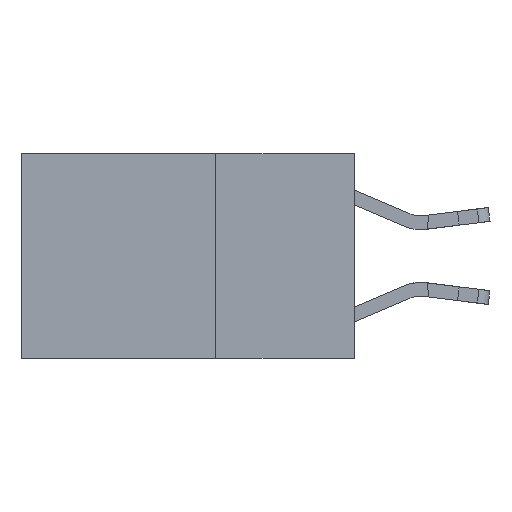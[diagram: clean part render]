
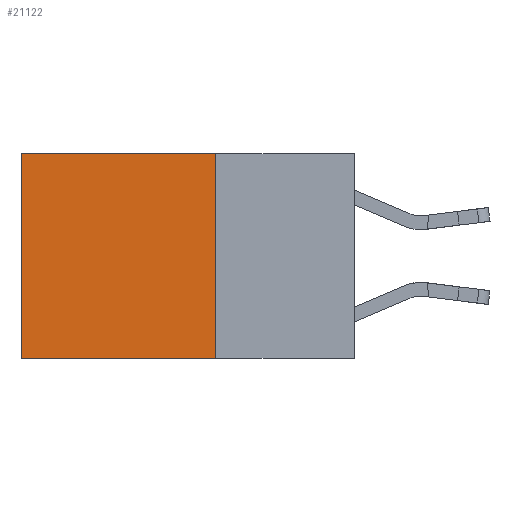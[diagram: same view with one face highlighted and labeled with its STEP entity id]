
A CAD part, left-side view. The second image highlights one B-rep face of the part: STEP entity #21122.
In plain terms, the highlighted planar face has unit normal (-1, 0, 0).
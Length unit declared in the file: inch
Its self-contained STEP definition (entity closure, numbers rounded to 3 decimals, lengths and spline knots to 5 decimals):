
#547 = DIRECTION ( 'NONE',  ( 0., 0., -1. ) ) ;
#1046 = DIRECTION ( 'NONE',  ( 0., 0., -1. ) ) ;
#2002 = ORIENTED_EDGE ( 'NONE', *, *, #7986, .T. ) ;
#3938 = ORIENTED_EDGE ( 'NONE', *, *, #13574, .T. ) ;
#4105 = VERTEX_POINT ( 'NONE', #11864 ) ;
#4735 = EDGE_CURVE ( 'NONE', #22508, #4105, #10399, .T. ) ;
#5547 = DIRECTION ( 'NONE',  ( 1., 0., 0. ) ) ;
#7288 = FACE_OUTER_BOUND ( 'NONE', #15123, .T. ) ;
#7761 = DIRECTION ( 'NONE',  ( 0., 1., 0. ) ) ;
#7986 = EDGE_CURVE ( 'NONE', #10981, #4105, #18740, .T. ) ;
#8950 = LINE ( 'NONE', #12923, #20383 ) ;
#10399 = LINE ( 'NONE', #11946, #17407 ) ;
#10981 = VERTEX_POINT ( 'NONE', #11614 ) ;
#11516 = LINE ( 'NONE', #15100, #19634 ) ;
#11614 = CARTESIAN_POINT ( 'NONE',  ( 0.2625, 0.6, 0. ) ) ;
#11864 = CARTESIAN_POINT ( 'NONE',  ( 0.2625, 0.6, -0.37 ) ) ;
#11946 = CARTESIAN_POINT ( 'NONE',  ( 0.2625, 0.25, -0.37 ) ) ;
#12273 = ORIENTED_EDGE ( 'NONE', *, *, #4735, .F. ) ;
#12923 = CARTESIAN_POINT ( 'NONE',  ( 0.2625, 0.25, 0. ) ) ;
#13574 = EDGE_CURVE ( 'NONE', #22424, #10981, #11516, .T. ) ;
#15027 = CARTESIAN_POINT ( 'NONE',  ( 0.2625, 0.6, 0. ) ) ;
#15100 = CARTESIAN_POINT ( 'NONE',  ( 0.2625, 0.25, 0. ) ) ;
#15123 = EDGE_LOOP ( 'NONE', ( #2002, #12273, #18238, #3938 ) ) ;
#15174 = AXIS2_PLACEMENT_3D ( 'NONE', #19499, #5547, #21127 ) ;
#15910 = CARTESIAN_POINT ( 'NONE',  ( 0.2625, 0.25, -0.37 ) ) ;
#17264 = DIRECTION ( 'NONE',  ( 0., 1., 0. ) ) ;
#17407 = VECTOR ( 'NONE', #17264, 39.37008 ) ;
#17914 = CARTESIAN_POINT ( 'NONE',  ( 0.2625, 0.25, 0. ) ) ;
#18238 = ORIENTED_EDGE ( 'NONE', *, *, #19908, .F. ) ;
#18740 = LINE ( 'NONE', #15027, #19120 ) ;
#19120 = VECTOR ( 'NONE', #1046, 39.37008 ) ;
#19499 = CARTESIAN_POINT ( 'NONE',  ( 0.2625, 0.25, 0. ) ) ;
#19634 = VECTOR ( 'NONE', #7761, 39.37008 ) ;
#19908 = EDGE_CURVE ( 'NONE', #22424, #22508, #8950, .T. ) ;
#20383 = VECTOR ( 'NONE', #547, 39.37008 ) ;
#21122 = ADVANCED_FACE ( 'NONE', ( #7288 ), #21477, .F. ) ;
#21127 = DIRECTION ( 'NONE',  ( 0., 0., -1. ) ) ;
#21477 = PLANE ( 'NONE',  #15174 ) ;
#22424 = VERTEX_POINT ( 'NONE', #17914 ) ;
#22508 = VERTEX_POINT ( 'NONE', #15910 ) ;
